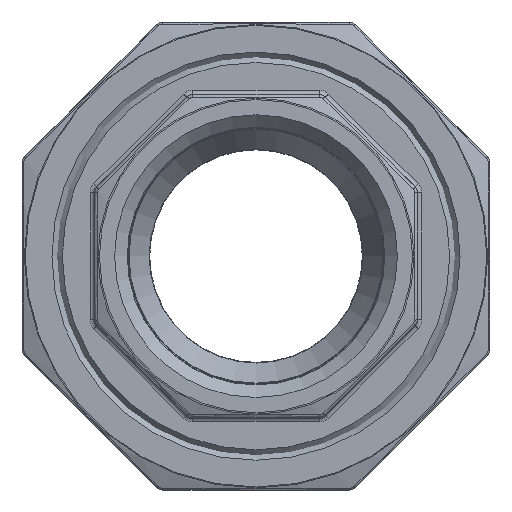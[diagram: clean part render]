
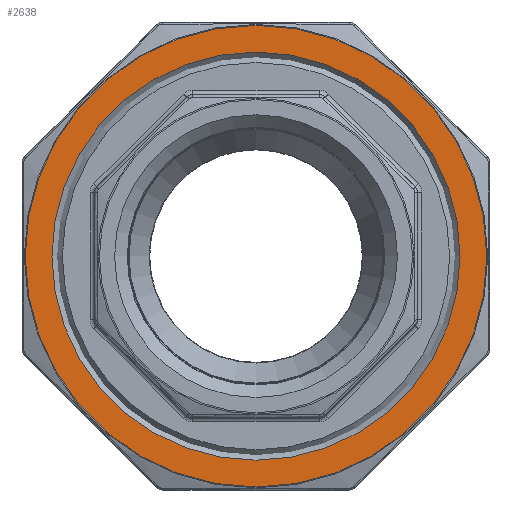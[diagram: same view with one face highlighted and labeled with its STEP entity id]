
A CAD part, left-side view. The second image highlights one B-rep face of the part: STEP entity #2638.
In plain terms, the highlighted planar face has unit normal (-1, 0, 0).
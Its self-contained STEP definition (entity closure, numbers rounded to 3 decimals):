
#288 = ORIENTED_EDGE ( 'NONE', *, *, #16768, .T. ) ;
#697 = CARTESIAN_POINT ( 'NONE',  ( -20., 0., -24. ) ) ;
#698 = DIRECTION ( 'NONE',  ( 1., 0., 0. ) ) ;
#1651 = CIRCLE ( 'NONE', #5360, 27.147 ) ;
#2638 = ADVANCED_FACE ( 'NONE', ( #17340, #19109 ), #9492, .T. ) ;
#2712 = AXIS2_PLACEMENT_3D ( 'NONE', #13672, #698, #10145 ) ;
#3446 = DIRECTION ( 'NONE',  ( -1., 0., 0. ) ) ;
#3515 = EDGE_LOOP ( 'NONE', ( #288 ) ) ;
#5360 = AXIS2_PLACEMENT_3D ( 'NONE', #11449, #3446, #9884 ) ;
#5968 = CARTESIAN_POINT ( 'NONE',  ( -20., 0., 27.147 ) ) ;
#7245 = EDGE_LOOP ( 'NONE', ( #19157 ) ) ;
#9492 = PLANE ( 'NONE',  #12938 ) ;
#9884 = DIRECTION ( 'NONE',  ( 0., 0., 1. ) ) ;
#10145 = DIRECTION ( 'NONE',  ( 0., 0., -1. ) ) ;
#10420 = EDGE_CURVE ( 'NONE', #16643, #16643, #13862, .T. ) ;
#10942 = DIRECTION ( 'NONE',  ( -1., 0., 0. ) ) ;
#11449 = CARTESIAN_POINT ( 'NONE',  ( -20., 0., 0. ) ) ;
#12560 = CARTESIAN_POINT ( 'NONE',  ( -20., 37.92, 0. ) ) ;
#12938 = AXIS2_PLACEMENT_3D ( 'NONE', #12560, #10942, #19322 ) ;
#13672 = CARTESIAN_POINT ( 'NONE',  ( -20., 0., 0. ) ) ;
#13862 = CIRCLE ( 'NONE', #2712, 24. ) ;
#16643 = VERTEX_POINT ( 'NONE', #697 ) ;
#16768 = EDGE_CURVE ( 'NONE', #17261, #17261, #1651, .T. ) ;
#17261 = VERTEX_POINT ( 'NONE', #5968 ) ;
#17340 = FACE_OUTER_BOUND ( 'NONE', #3515, .T. ) ;
#19109 = FACE_BOUND ( 'NONE', #7245, .T. ) ;
#19157 = ORIENTED_EDGE ( 'NONE', *, *, #10420, .T. ) ;
#19322 = DIRECTION ( 'NONE',  ( 0., 0., 1. ) ) ;
